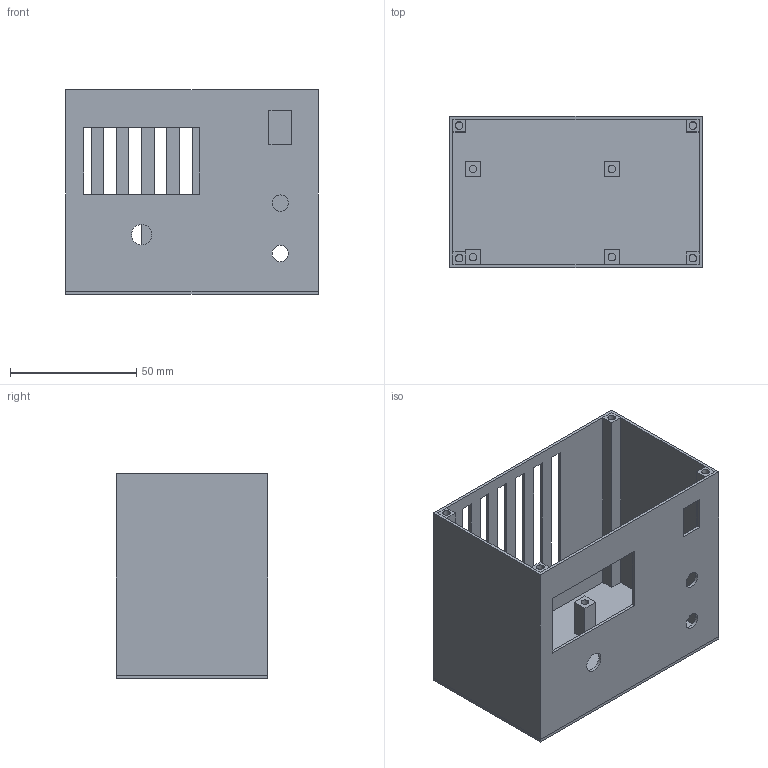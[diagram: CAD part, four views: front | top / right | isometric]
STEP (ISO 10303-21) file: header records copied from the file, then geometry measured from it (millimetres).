
FILE_DESCRIPTION(('FreeCAD Model'),'2;1');
FILE_NAME('Box.step','2020-03-28T12:23:00',('Author'),(''), 'Open CASCADE STEP processor 7.3','FreeCAD','Unknown');
FILE_SCHEMA(('AUTOMOTIVE_DESIGN { 1 0 10303 214 1 1 1 1 }'));
Length unit declared in the file: millimetre
Products named in the file (1): Pocket001
Bounding box: 100 x 60 x 81.2 mm (x, y, z)
Volume: 40254.1 mm3; surface area: 61380.5 mm2
Topology: 1 solids, 1 shells, 103 faces, 270 edges, 177 vertices
Faces by surface type: plane 91, cylinder 12
Full cylindrical faces by diameter (mm): 3 x8, 6.5 x2, 8 x1, 12.5 x1
Entity records: 6648 total; most frequent: CARTESIAN_POINT 1213, DIRECTION 959, LINE 674, VECTOR 674, ORIENTED_EDGE 540, PCURVE 540, DEFINITIONAL_REPRESENTATION 540, EDGE_CURVE 270
